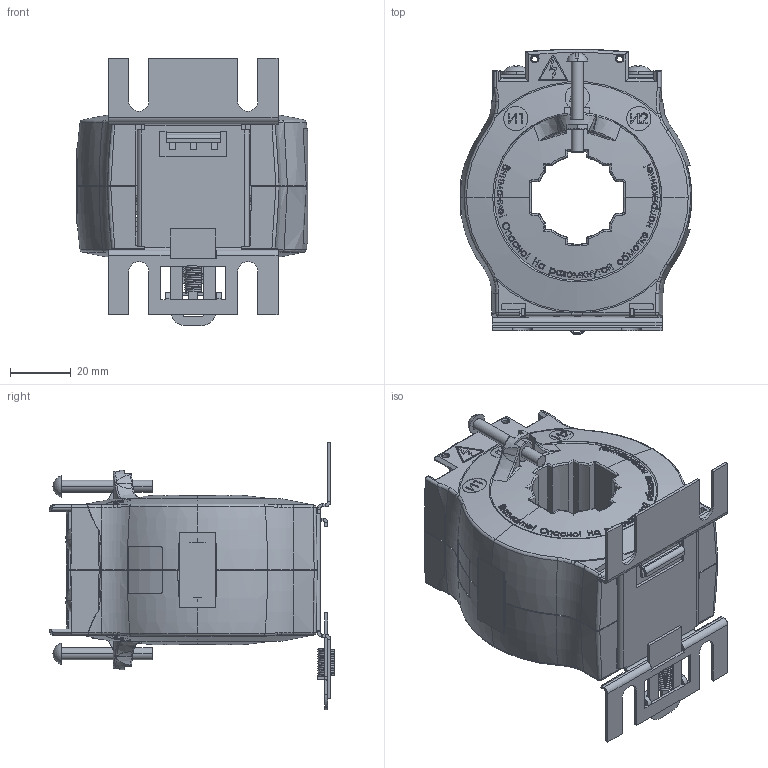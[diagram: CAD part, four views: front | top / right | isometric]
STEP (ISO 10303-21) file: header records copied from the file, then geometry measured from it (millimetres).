
FILE_DESCRIPTION (( 'STEP AP214' ), '1' );
FILE_NAME ('ÒØÏ-0,66-I.STEP', '2021-01-11T08:43:53', ( '' ), ( '' ), 'SwSTEP 2.0', 'SolidWorks 2010', '' );
FILE_SCHEMA (( 'AUTOMOTIVE_DESIGN' ));
Length unit declared in the file: millimetre
Products named in the file (1): ﾒﾘﾏ-0,66-I
Bounding box: 76.57 x 94.18 x 88.39 mm (x, y, z)
Surface area: 41699.7 mm2 (no closed solid volume)
Topology: 0 solids, 21 shells, 1660 faces, 6150 edges, 4304 vertices
Faces by surface type: plane 680, bspline 450, sphere 194, cylinder 126, cone 123, torus 87
Entity records: 99563 total; most frequent: CARTESIAN_POINT 34297, ORIENTED_EDGE 9766, DIRECTION 8539, EDGE_CURVE 6140, VERTEX_POINT 4301, AXIS2_PLACEMENT_3D 3335, CIRCLE 2124, B_SPLINE_CURVE_WITH_KNOTS 2105
